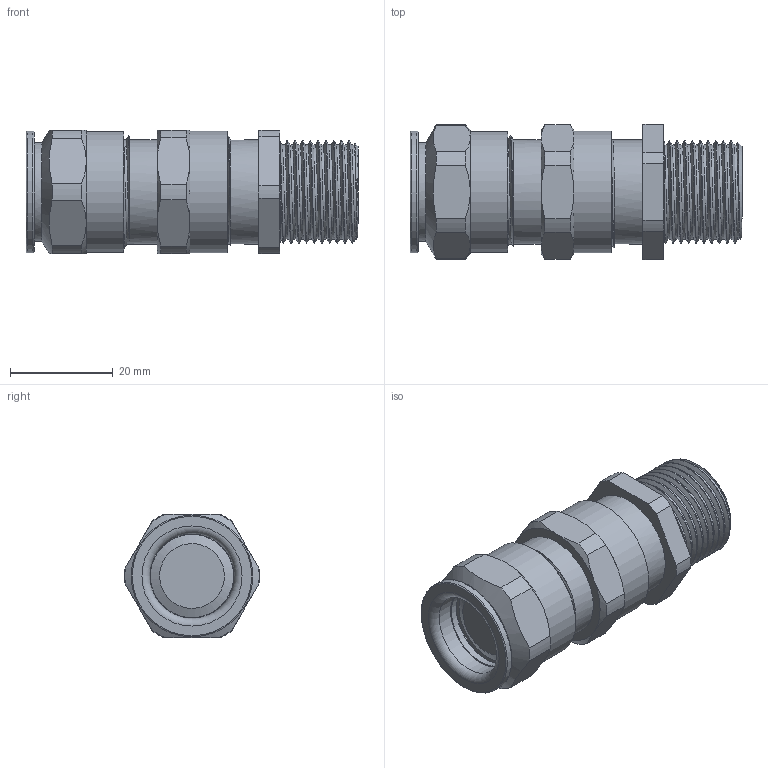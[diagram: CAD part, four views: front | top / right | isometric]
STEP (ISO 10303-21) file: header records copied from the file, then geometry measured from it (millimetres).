
FILE_DESCRIPTION(/* description */ ('ADE-4F M20x1,5'),/* implementation_level */ '2;1');
FILE_NAME(/* name */ '00846694V1-RST.stp',/* time_stamp */ '2020-03-12T10:43:17+01:00',/* author */ ('sl'),/* organization */ (''),/* preprocessor_version */ 'ST-DEVELOPER v16.5',/* originating_system */ 'Autodesk Inventor 2017',/* authorisation */ '');
FILE_SCHEMA (('AUTOMOTIVE_DESIGN { 1 0 10303 214 3 1 1 }'));
Length unit declared in the file: millimetre
Products named in the file (9): 00846694V1; 00846694V1_1; 00846694V1_2; 00846694V1_3; 00846694V1_4; 00846694V1_5; 00846694V1_6; 00846694V1_7; 00846694V1_8
Assembly tree (8 placements, depth 2):
  00846694V1
    00846694V1_1
    00846694V1_2
    00846694V1_3
    00846694V1_4
    00846694V1_5
    00846694V1_6
    00846694V1_7
    00846694V1_8
Bounding box: 64.51 x 26.37 x 24 mm (x, y, z)
Volume: 11640.9 mm3; surface area: 18344.9 mm2
Topology: 10 solids, 10 shells, 207 faces, 449 edges, 283 vertices
Faces by surface type: cylinder 81, plane 64, cone 35, torus 17, bspline 10
Full cylindrical faces by diameter (mm): 11.88 x1, 12.14 x1, 12.19 x1, 13.25 x1, 13.36 x1, 14.4 x1, 14.58 x1, 14.96 x1, 15.16 x1, 15.7 x2, 15.92 x1, 16.18 x1, 16.22 x1, 16.24 x1, 16.46 x1, 17.09 x1, 17.27 x1, 17.65 x1, 17.85 x1, 18.4 x2, 18.55 x1, 19.24 x1, 19.38 x1, 20.238 x3, 20.27 x3, 20.78 x1, 20.8 x7, 20.9 x2, 21 x1, 21.22 x7
Entity records: 10755 total; most frequent: CARTESIAN_POINT 6904, DIRECTION 790, ORIENTED_EDGE 622, AXIS2_PLACEMENT_3D 371, EDGE_CURVE 309, EDGE_LOOP 294, VERTEX_POINT 233, FACE_OUTER_BOUND 187
